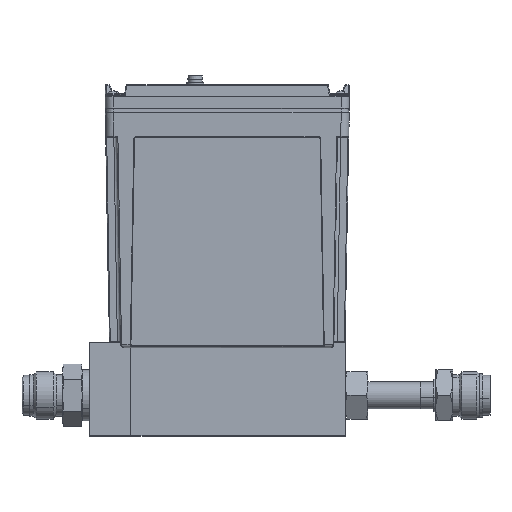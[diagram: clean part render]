
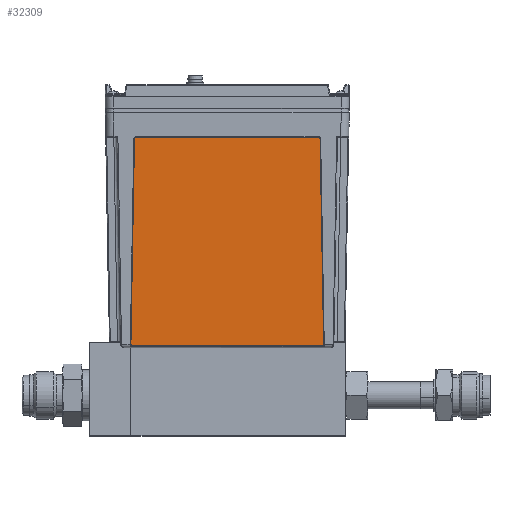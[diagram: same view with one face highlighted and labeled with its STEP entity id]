
A CAD part, top view. The second image highlights one B-rep face of the part: STEP entity #32309.
In plain terms, the highlighted planar face has unit normal (0, -0.018, 1).
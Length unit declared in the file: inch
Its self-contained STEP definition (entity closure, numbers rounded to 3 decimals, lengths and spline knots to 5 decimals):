
#296 = DIRECTION ( 'NONE',  ( 0., -0.017, 1. ) ) ;
#383 = VERTEX_POINT ( 'NONE', #31460 ) ;
#2529 = CARTESIAN_POINT ( 'NONE',  ( -2.69684, 4.6193, 1.02953 ) ) ;
#3198 = EDGE_CURVE ( 'NONE', #28276, #27623, #33346, .T. ) ;
#4628 = EDGE_CURVE ( 'NONE', #383, #17569, #7631, .T. ) ;
#4763 = CARTESIAN_POINT ( 'NONE',  ( -2.74315, 0.82953, 0.96338 ) ) ;
#5433 = CIRCLE ( 'NONE', #23035, 0.02 ) ;
#6263 = ORIENTED_EDGE ( 'NONE', *, *, #32403, .T. ) ;
#7631 = CIRCLE ( 'NONE', #37028, 0.02 ) ;
#7748 = DIRECTION ( 'NONE',  ( 1., 0., 0. ) ) ;
#8176 = CARTESIAN_POINT ( 'NONE',  ( 0.7905, 0.80953, 0.96303 ) ) ;
#8513 = CARTESIAN_POINT ( 'NONE',  ( 0.72384, 4.6193, 1.02953 ) ) ;
#8608 = EDGE_CURVE ( 'NONE', #23104, #28276, #17093, .T. ) ;
#8776 = DIRECTION ( 'NONE',  ( -1., 0., 0. ) ) ;
#9339 = DIRECTION ( 'NONE',  ( 0., -0.017, 1. ) ) ;
#10178 = EDGE_LOOP ( 'NONE', ( #19078, #31924, #26184, #33036, #30471, #33844, #6263, #30123 ) ) ;
#12213 = CARTESIAN_POINT ( 'NONE',  ( 0.70385, 4.63895, 1.02987 ) ) ;
#12396 = AXIS2_PLACEMENT_3D ( 'NONE', #33449, #15718, #36418 ) ;
#12856 = VECTOR ( 'NONE', #29113, 39.37008 ) ;
#12949 = CARTESIAN_POINT ( 'NONE',  ( -0.9865, 4.63895, 1.02987 ) ) ;
#13794 = EDGE_CURVE ( 'NONE', #28783, #23104, #20781, .T. ) ;
#14554 = EDGE_CURVE ( 'NONE', #27623, #22124, #24355, .T. ) ;
#15718 = DIRECTION ( 'NONE',  ( 0., -0.017, 1. ) ) ;
#15816 = PLANE ( 'NONE',  #35305 ) ;
#15939 = DIRECTION ( 'NONE',  ( 1., 0., 0. ) ) ;
#16576 = CARTESIAN_POINT ( 'NONE',  ( 0.77015, 0.80953, 0.96303 ) ) ;
#16933 = VERTEX_POINT ( 'NONE', #16576 ) ;
#17093 = CIRCLE ( 'NONE', #31794, 0.02 ) ;
#17166 = CARTESIAN_POINT ( 'NONE',  ( -2.7635, 0.80953, 0.96303 ) ) ;
#17569 = VERTEX_POINT ( 'NONE', #32575 ) ;
#17950 = CARTESIAN_POINT ( 'NONE',  ( 0.70385, 4.61895, 1.02953 ) ) ;
#19078 = ORIENTED_EDGE ( 'NONE', *, *, #25706, .T. ) ;
#20781 = LINE ( 'NONE', #8176, #12856 ) ;
#20952 = DIRECTION ( 'NONE',  ( 1., 0., 0. ) ) ;
#21822 = VECTOR ( 'NONE', #25127, 39.37008 ) ;
#22124 = VERTEX_POINT ( 'NONE', #2529 ) ;
#22303 = CARTESIAN_POINT ( 'NONE',  ( -2.6965, 4.63895, 1.02987 ) ) ;
#22747 = LINE ( 'NONE', #22303, #21822 ) ;
#23035 = AXIS2_PLACEMENT_3D ( 'NONE', #27063, #9339, #30057 ) ;
#23104 = VERTEX_POINT ( 'NONE', #8513 ) ;
#23678 = VECTOR ( 'NONE', #26113, 39.37008 ) ;
#23765 = EDGE_CURVE ( 'NONE', #16933, #28783, #5433, .T. ) ;
#24355 = CIRCLE ( 'NONE', #12396, 0.02 ) ;
#24567 = LINE ( 'NONE', #17166, #23678 ) ;
#25127 = DIRECTION ( 'NONE',  ( -0.017, -1., -0.017 ) ) ;
#25463 = DIRECTION ( 'NONE',  ( 0., -0.017, 1. ) ) ;
#25706 = EDGE_CURVE ( 'NONE', #17569, #16933, #24567, .T. ) ;
#26113 = DIRECTION ( 'NONE',  ( 1., 0., 0. ) ) ;
#26184 = ORIENTED_EDGE ( 'NONE', *, *, #13794, .T. ) ;
#26922 = FACE_OUTER_BOUND ( 'NONE', #10178, .T. ) ;
#27063 = CARTESIAN_POINT ( 'NONE',  ( 0.77015, 0.82953, 0.96338 ) ) ;
#27623 = VERTEX_POINT ( 'NONE', #32586 ) ;
#28276 = VERTEX_POINT ( 'NONE', #12213 ) ;
#28783 = VERTEX_POINT ( 'NONE', #33406 ) ;
#29113 = DIRECTION ( 'NONE',  ( -0.017, 1., 0.017 ) ) ;
#30057 = DIRECTION ( 'NONE',  ( 1., 0., 0. ) ) ;
#30123 = ORIENTED_EDGE ( 'NONE', *, *, #4628, .T. ) ;
#30471 = ORIENTED_EDGE ( 'NONE', *, *, #3198, .T. ) ;
#31460 = CARTESIAN_POINT ( 'NONE',  ( -2.76314, 0.82988, 0.96339 ) ) ;
#31471 = VECTOR ( 'NONE', #8776, 39.37008 ) ;
#31794 = AXIS2_PLACEMENT_3D ( 'NONE', #17950, #296, #20952 ) ;
#31924 = ORIENTED_EDGE ( 'NONE', *, *, #23765, .T. ) ;
#32309 = ADVANCED_FACE ( 'NONE', ( #26922 ), #15816, .T. ) ;
#32403 = EDGE_CURVE ( 'NONE', #22124, #383, #22747, .T. ) ;
#32575 = CARTESIAN_POINT ( 'NONE',  ( -2.74315, 0.80953, 0.96303 ) ) ;
#32586 = CARTESIAN_POINT ( 'NONE',  ( -2.67685, 4.63895, 1.02987 ) ) ;
#33036 = ORIENTED_EDGE ( 'NONE', *, *, #8608, .T. ) ;
#33346 = LINE ( 'NONE', #38260, #31471 ) ;
#33406 = CARTESIAN_POINT ( 'NONE',  ( 0.79014, 0.82988, 0.96339 ) ) ;
#33449 = CARTESIAN_POINT ( 'NONE',  ( -2.67685, 4.61895, 1.02953 ) ) ;
#33668 = DIRECTION ( 'NONE',  ( 0., -0.017, 1. ) ) ;
#33844 = ORIENTED_EDGE ( 'NONE', *, *, #14554, .T. ) ;
#35305 = AXIS2_PLACEMENT_3D ( 'NONE', #12949, #33668, #15939 ) ;
#36418 = DIRECTION ( 'NONE',  ( 1., 0., 0. ) ) ;
#37028 = AXIS2_PLACEMENT_3D ( 'NONE', #4763, #25463, #7748 ) ;
#38260 = CARTESIAN_POINT ( 'NONE',  ( 0.7235, 4.63895, 1.02987 ) ) ;
